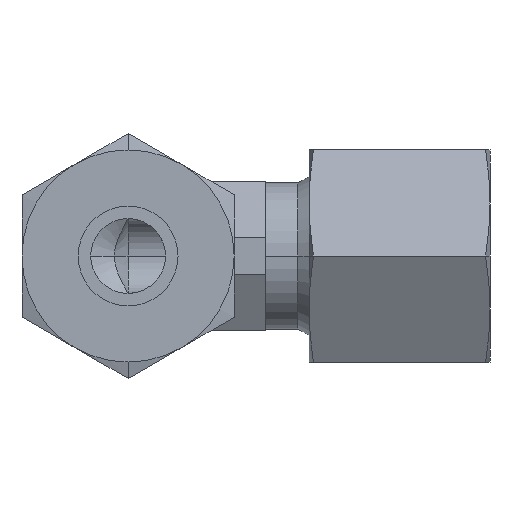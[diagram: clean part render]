
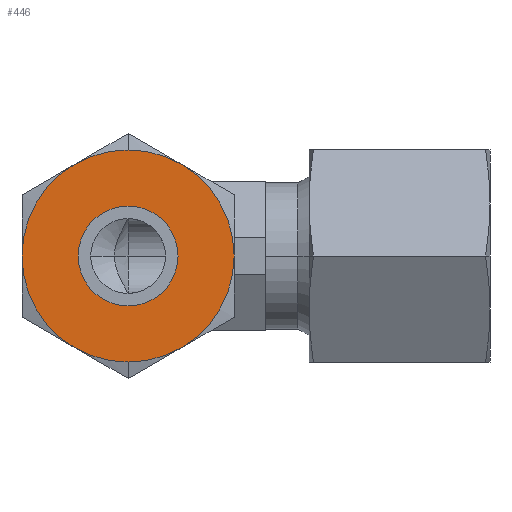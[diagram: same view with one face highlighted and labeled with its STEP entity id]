
A CAD part, front view. The second image highlights one B-rep face of the part: STEP entity #446.
In plain terms, the highlighted planar face has unit normal (0, -1, 0).
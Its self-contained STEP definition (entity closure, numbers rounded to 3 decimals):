
#446 = ADVANCED_FACE( '', ( #823, #824 ), #825, .T. );
#823 = FACE_OUTER_BOUND( '', #1203, .T. );
#824 = FACE_BOUND( '', #1204, .T. );
#825 = PLANE( '', #1205 );
#1203 = EDGE_LOOP( '', ( #2536, #2537, #2538, #2539, #2540, #2541, #2542, #2543 ) );
#1204 = EDGE_LOOP( '', ( #2544, #2545 ) );
#1205 = AXIS2_PLACEMENT_3D( '', #2546, #2547, #2548 );
#2536 = ORIENTED_EDGE( '', *, *, #2959, .F. );
#2537 = ORIENTED_EDGE( '', *, *, #2960, .F. );
#2538 = ORIENTED_EDGE( '', *, *, #2955, .F. );
#2539 = ORIENTED_EDGE( '', *, *, #2956, .F. );
#2540 = ORIENTED_EDGE( '', *, *, #2916, .F. );
#2541 = ORIENTED_EDGE( '', *, *, #2957, .F. );
#2542 = ORIENTED_EDGE( '', *, *, #2958, .F. );
#2543 = ORIENTED_EDGE( '', *, *, #2912, .F. );
#2544 = ORIENTED_EDGE( '', *, *, #2966, .T. );
#2545 = ORIENTED_EDGE( '', *, *, #2896, .T. );
#2546 = CARTESIAN_POINT( '', ( 0., -29., 6.25 ) );
#2547 = DIRECTION( '', ( 0., -1., 0. ) );
#2548 = DIRECTION( '', ( 0., 0., -1. ) );
#2896 = EDGE_CURVE( '', #3505, #3502, #3506, .T. );
#2912 = EDGE_CURVE( '', #3530, #3533, #3534, .T. );
#2916 = EDGE_CURVE( '', #3539, #3537, #3541, .T. );
#2955 = EDGE_CURVE( '', #3557, #3576, #3602, .T. );
#2956 = EDGE_CURVE( '', #3537, #3557, #3603, .T. );
#2957 = EDGE_CURVE( '', #3589, #3539, #3604, .T. );
#2958 = EDGE_CURVE( '', #3533, #3589, #3605, .T. );
#2959 = EDGE_CURVE( '', #3569, #3530, #3606, .T. );
#2960 = EDGE_CURVE( '', #3576, #3569, #3607, .T. );
#2966 = EDGE_CURVE( '', #3502, #3505, #3613, .T. );
#3502 = VERTEX_POINT( '', #4608 );
#3505 = VERTEX_POINT( '', #4612 );
#3506 = CIRCLE( '', #4613, 4. );
#3530 = VERTEX_POINT( '', #4646 );
#3533 = VERTEX_POINT( '', #4650 );
#3534 = CIRCLE( '', #4651, 8.5 );
#3537 = VERTEX_POINT( '', #4663 );
#3539 = VERTEX_POINT( '', #4666 );
#3541 = CIRCLE( '', #4677, 8.5 );
#3557 = VERTEX_POINT( '', #4723 );
#3569 = VERTEX_POINT( '', #4773 );
#3576 = VERTEX_POINT( '', #4817 );
#3589 = VERTEX_POINT( '', #4894 );
#3602 = CIRCLE( '', #4944, 8.5 );
#3603 = CIRCLE( '', #4945, 8.5 );
#3604 = CIRCLE( '', #4946, 8.5 );
#3605 = CIRCLE( '', #4947, 8.5 );
#3606 = CIRCLE( '', #4948, 8.5 );
#3607 = CIRCLE( '', #4949, 8.5 );
#3613 = CIRCLE( '', #4955, 4. );
#4608 = CARTESIAN_POINT( '', ( 0., -29., 4. ) );
#4612 = CARTESIAN_POINT( '', ( 0., -29., -4. ) );
#4613 = AXIS2_PLACEMENT_3D( '', #5492, #5493, #5494 );
#4646 = CARTESIAN_POINT( '', ( 0., -29., 8.5 ) );
#4650 = CARTESIAN_POINT( '', ( 4.25, -29., 7.361 ) );
#4651 = AXIS2_PLACEMENT_3D( '', #5520, #5521, #5522 );
#4663 = CARTESIAN_POINT( '', ( 0., -29., -8.5 ) );
#4666 = CARTESIAN_POINT( '', ( 4.25, -29., -7.361 ) );
#4677 = AXIS2_PLACEMENT_3D( '', #5524, #5525, #5526 );
#4723 = CARTESIAN_POINT( '', ( -4.25, -29., -7.361 ) );
#4773 = CARTESIAN_POINT( '', ( -4.25, -29., 7.361 ) );
#4817 = CARTESIAN_POINT( '', ( -8.5, -29., 0. ) );
#4894 = CARTESIAN_POINT( '', ( 8.5, -29., 0. ) );
#4944 = AXIS2_PLACEMENT_3D( '', #5559, #5560, #5561 );
#4945 = AXIS2_PLACEMENT_3D( '', #5562, #5563, #5564 );
#4946 = AXIS2_PLACEMENT_3D( '', #5565, #5566, #5567 );
#4947 = AXIS2_PLACEMENT_3D( '', #5568, #5569, #5570 );
#4948 = AXIS2_PLACEMENT_3D( '', #5571, #5572, #5573 );
#4949 = AXIS2_PLACEMENT_3D( '', #5574, #5575, #5576 );
#4955 = AXIS2_PLACEMENT_3D( '', #5592, #5593, #5594 );
#5492 = CARTESIAN_POINT( '', ( 0., -29., 0. ) );
#5493 = DIRECTION( '', ( 0., 1., 0. ) );
#5494 = DIRECTION( '', ( 0., 0., 1. ) );
#5520 = CARTESIAN_POINT( '', ( 0., -29., 0. ) );
#5521 = DIRECTION( '', ( 0., 1., 0. ) );
#5522 = DIRECTION( '', ( 0., 0., 1. ) );
#5524 = CARTESIAN_POINT( '', ( 0., -29., 0. ) );
#5525 = DIRECTION( '', ( 0., 1., 0. ) );
#5526 = DIRECTION( '', ( 0., 0., 1. ) );
#5559 = CARTESIAN_POINT( '', ( 0., -29., 0. ) );
#5560 = DIRECTION( '', ( 0., 1., 0. ) );
#5561 = DIRECTION( '', ( 0., 0., 1. ) );
#5562 = CARTESIAN_POINT( '', ( 0., -29., 0. ) );
#5563 = DIRECTION( '', ( 0., 1., 0. ) );
#5564 = DIRECTION( '', ( 0., 0., 1. ) );
#5565 = CARTESIAN_POINT( '', ( 0., -29., 0. ) );
#5566 = DIRECTION( '', ( 0., 1., 0. ) );
#5567 = DIRECTION( '', ( 0., 0., 1. ) );
#5568 = CARTESIAN_POINT( '', ( 0., -29., 0. ) );
#5569 = DIRECTION( '', ( 0., 1., 0. ) );
#5570 = DIRECTION( '', ( 0., 0., 1. ) );
#5571 = CARTESIAN_POINT( '', ( 0., -29., 0. ) );
#5572 = DIRECTION( '', ( 0., 1., 0. ) );
#5573 = DIRECTION( '', ( 0., 0., 1. ) );
#5574 = CARTESIAN_POINT( '', ( 0., -29., 0. ) );
#5575 = DIRECTION( '', ( 0., 1., 0. ) );
#5576 = DIRECTION( '', ( 0., 0., 1. ) );
#5592 = CARTESIAN_POINT( '', ( 0., -29., 0. ) );
#5593 = DIRECTION( '', ( 0., 1., 0. ) );
#5594 = DIRECTION( '', ( 0., 0., 1. ) );
